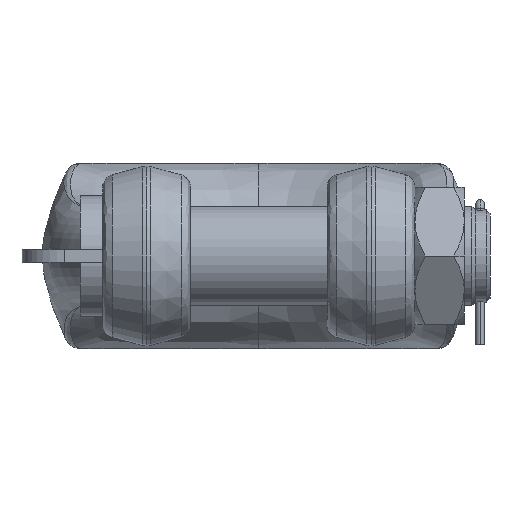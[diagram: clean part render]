
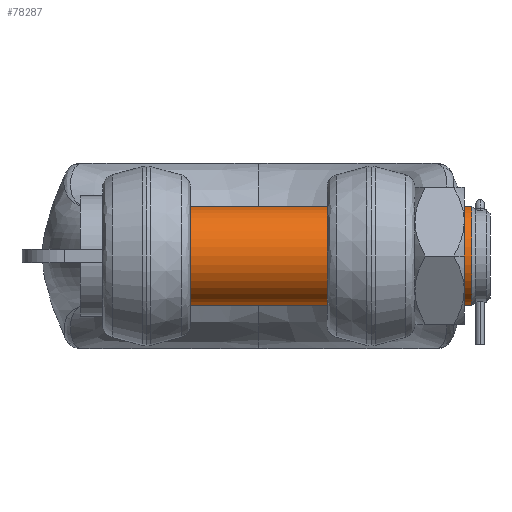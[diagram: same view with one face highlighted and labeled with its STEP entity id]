
A CAD part, front view. The second image highlights one B-rep face of the part: STEP entity #78287.
In plain terms, the highlighted cylindrical face has radius 90 mm (diameter 180 mm), a partial arc.
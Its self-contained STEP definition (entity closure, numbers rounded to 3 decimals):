
#5226 = EDGE_CURVE ( 'NONE', #72143, #69886, #15522, .T. ) ;
#5263 = EDGE_CURVE ( 'NONE', #103222, #72178, #15884, .T. ) ;
#15522 = LINE ( 'NONE', #15641, #15639 ) ;
#15637 = DIRECTION ( 'NONE',  ( -1., 0., 0. ) ) ;
#15639 = VECTOR ( 'NONE', #15637, 1000. ) ;
#15641 = CARTESIAN_POINT ( 'NONE',  ( 0., 0., 90. ) ) ;
#15867 = DIRECTION ( 'NONE',  ( -1., 0., 0. ) ) ;
#15869 = VECTOR ( 'NONE', #15867, 1000. ) ;
#15884 = LINE ( 'NONE', #15901, #15869 ) ;
#15901 = CARTESIAN_POINT ( 'NONE',  ( 0., 0., -90. ) ) ;
#54163 = CARTESIAN_POINT ( 'NONE',  ( -674., 0., 90. ) ) ;
#54244 = CARTESIAN_POINT ( 'NONE',  ( -4., 0., 90. ) ) ;
#54321 = CARTESIAN_POINT ( 'NONE',  ( -674., 0., -90. ) ) ;
#60605 = CARTESIAN_POINT ( 'NONE',  ( -4., 0., 0. ) ) ;
#60606 = AXIS2_PLACEMENT_3D ( 'NONE', #60605, #60802, #60767 ) ;
#60607 = CIRCLE ( 'NONE', #60606, 90. ) ;
#60767 = DIRECTION ( 'NONE',  ( 0., 0., 1. ) ) ;
#60802 = DIRECTION ( 'NONE',  ( -1., 0., 0. ) ) ;
#61010 = DIRECTION ( 'NONE',  ( -1., 0., 0. ) ) ;
#61022 = AXIS2_PLACEMENT_3D ( 'NONE', #61034, #61010, #61041 ) ;
#61034 = CARTESIAN_POINT ( 'NONE',  ( 0., 0., 0. ) ) ;
#61039 = CYLINDRICAL_SURFACE ( 'NONE', #61022, 90. ) ;
#61041 = DIRECTION ( 'NONE',  ( 0., 0., 1. ) ) ;
#61043 = CIRCLE ( 'NONE', #61074, 90. ) ;
#61044 = FACE_OUTER_BOUND ( 'NONE', #78276, .T. ) ;
#61074 = AXIS2_PLACEMENT_3D ( 'NONE', #61159, #61158, #61157 ) ;
#61157 = DIRECTION ( 'NONE',  ( 0., 0., 1. ) ) ;
#61158 = DIRECTION ( 'NONE',  ( 1., 0., 0. ) ) ;
#61159 = CARTESIAN_POINT ( 'NONE',  ( -674., 0., 0. ) ) ;
#63464 = CARTESIAN_POINT ( 'NONE',  ( -4., 0., -90. ) ) ;
#69886 = VERTEX_POINT ( 'NONE', #54163 ) ;
#72143 = VERTEX_POINT ( 'NONE', #54244 ) ;
#72178 = VERTEX_POINT ( 'NONE', #54321 ) ;
#78265 = ORIENTED_EDGE ( 'NONE', *, *, #5263, .F. ) ;
#78266 = EDGE_CURVE ( 'NONE', #103222, #72143, #60607, .T. ) ;
#78276 = EDGE_LOOP ( 'NONE', ( #78265, #78290, #78302, #78299 ) ) ;
#78287 = ADVANCED_FACE ( 'NONE', ( #61044 ), #61039, .T. ) ;
#78290 = ORIENTED_EDGE ( 'NONE', *, *, #78266, .T. ) ;
#78299 = ORIENTED_EDGE ( 'NONE', *, *, #78301, .T. ) ;
#78301 = EDGE_CURVE ( 'NONE', #69886, #72178, #61043, .T. ) ;
#78302 = ORIENTED_EDGE ( 'NONE', *, *, #5226, .T. ) ;
#103222 = VERTEX_POINT ( 'NONE', #63464 ) ;
